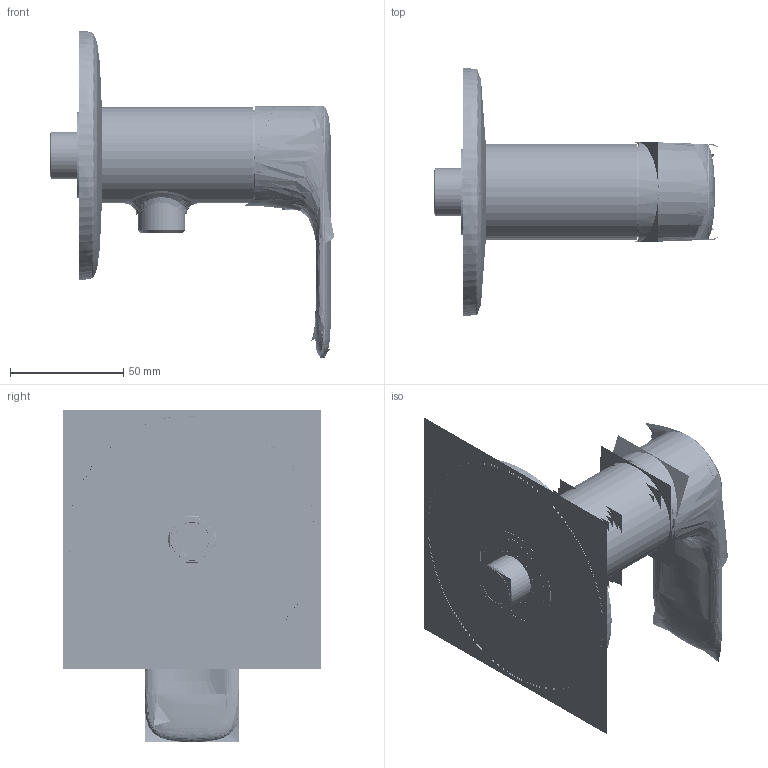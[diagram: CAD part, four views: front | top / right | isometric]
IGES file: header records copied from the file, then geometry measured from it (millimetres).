
Start section:  PTC IGES file: ffas1m26-709500bf0_inst_fein__s_asm.igs
Global section: file name: ffas1m26-709500bf0_inst_fein__s_asm.igs; native system: Creo Parametric by PTC Inc.; preprocessor: 2019224; author: 10114290; organization: Unknown; date: 20221019.102950; units: millimetre
Bounding box: 125.89 x 114.48 x 146.81 mm (x, y, z)
Surface area: 271904.5 mm2 (no closed solid volume)
Topology: 0 solids, 0 shells, 7282 faces, 111433 edges, 145857 vertices
Faces by surface type: bspline 3994, revolution 3276, extrusion 12
